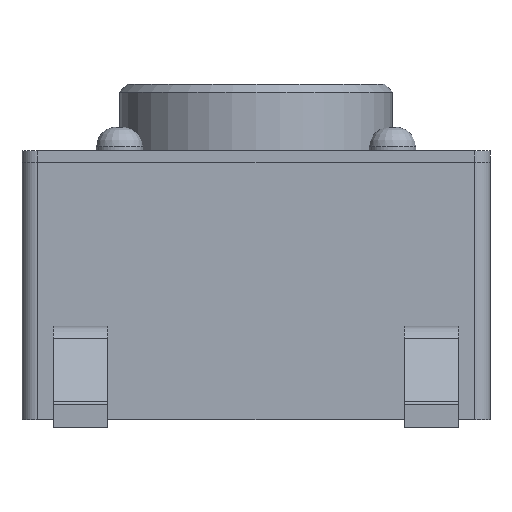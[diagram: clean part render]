
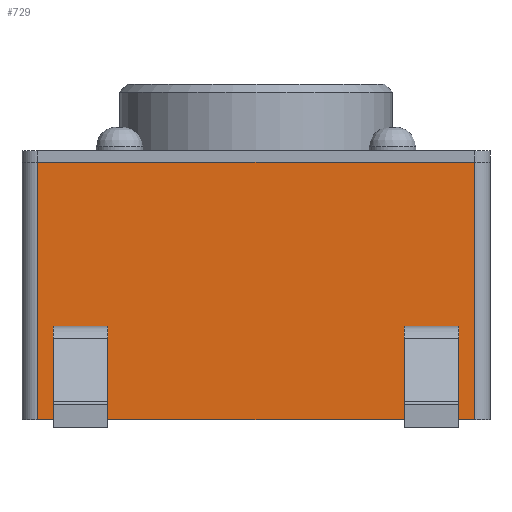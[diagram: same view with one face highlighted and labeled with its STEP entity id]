
A CAD part, left-side view. The second image highlights one B-rep face of the part: STEP entity #729.
In plain terms, the highlighted planar face has unit normal (-1, 0, 0).
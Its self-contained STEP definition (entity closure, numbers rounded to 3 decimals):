
#125 = VERTEX_POINT('',#126);
#126 = CARTESIAN_POINT('',(-3.,2.8,3.3));
#297 = VERTEX_POINT('',#298);
#298 = CARTESIAN_POINT('',(-3.,2.8,0.));
#305 = EDGE_CURVE('',#297,#125,#306,.T.);
#306 = LINE('',#307,#308);
#307 = CARTESIAN_POINT('',(-3.,2.8,0.));
#308 = VECTOR('',#309,1.);
#309 = DIRECTION('',(0.,0.,1.));
#346 = EDGE_CURVE('',#297,#347,#349,.T.);
#347 = VERTEX_POINT('',#348);
#348 = CARTESIAN_POINT('',(-3.,-2.8,0.));
#349 = LINE('',#350,#351);
#350 = CARTESIAN_POINT('',(-3.,3.,0.));
#351 = VECTOR('',#352,1.);
#352 = DIRECTION('',(0.,-1.,0.));
#493 = EDGE_CURVE('',#125,#494,#496,.T.);
#494 = VERTEX_POINT('',#495);
#495 = CARTESIAN_POINT('',(-3.,-2.8,3.3));
#496 = LINE('',#497,#498);
#497 = CARTESIAN_POINT('',(-3.,3.,3.3));
#498 = VECTOR('',#499,1.);
#499 = DIRECTION('',(0.,-1.,0.));
#729 = ADVANCED_FACE('',(#730,#741,#775),#809,.F.);
#730 = FACE_BOUND('',#731,.F.);
#731 = EDGE_LOOP('',(#732,#733,#734,#735));
#732 = ORIENTED_EDGE('',*,*,#346,.F.);
#733 = ORIENTED_EDGE('',*,*,#305,.T.);
#734 = ORIENTED_EDGE('',*,*,#493,.T.);
#735 = ORIENTED_EDGE('',*,*,#736,.F.);
#736 = EDGE_CURVE('',#347,#494,#737,.T.);
#737 = LINE('',#738,#739);
#738 = CARTESIAN_POINT('',(-3.,-2.8,0.));
#739 = VECTOR('',#740,1.);
#740 = DIRECTION('',(0.,0.,1.));
#741 = FACE_BOUND('',#742,.F.);
#742 = EDGE_LOOP('',(#743,#753,#761,#769));
#743 = ORIENTED_EDGE('',*,*,#744,.F.);
#744 = EDGE_CURVE('',#745,#747,#749,.T.);
#745 = VERTEX_POINT('',#746);
#746 = CARTESIAN_POINT('',(-3.,-1.9,0.9));
#747 = VERTEX_POINT('',#748);
#748 = CARTESIAN_POINT('',(-3.,-1.9,1.2));
#749 = LINE('',#750,#751);
#750 = CARTESIAN_POINT('',(-3.,-1.9,0.9));
#751 = VECTOR('',#752,1.);
#752 = DIRECTION('',(0.,0.,1.));
#753 = ORIENTED_EDGE('',*,*,#754,.T.);
#754 = EDGE_CURVE('',#745,#755,#757,.T.);
#755 = VERTEX_POINT('',#756);
#756 = CARTESIAN_POINT('',(-3.,-2.6,0.9));
#757 = LINE('',#758,#759);
#758 = CARTESIAN_POINT('',(-3.,-1.9,0.9));
#759 = VECTOR('',#760,1.);
#760 = DIRECTION('',(0.,-1.,0.));
#761 = ORIENTED_EDGE('',*,*,#762,.T.);
#762 = EDGE_CURVE('',#755,#763,#765,.T.);
#763 = VERTEX_POINT('',#764);
#764 = CARTESIAN_POINT('',(-3.,-2.6,1.2));
#765 = LINE('',#766,#767);
#766 = CARTESIAN_POINT('',(-3.,-2.6,0.9));
#767 = VECTOR('',#768,1.);
#768 = DIRECTION('',(0.,0.,1.));
#769 = ORIENTED_EDGE('',*,*,#770,.F.);
#770 = EDGE_CURVE('',#747,#763,#771,.T.);
#771 = LINE('',#772,#773);
#772 = CARTESIAN_POINT('',(-3.,-1.9,1.2));
#773 = VECTOR('',#774,1.);
#774 = DIRECTION('',(0.,-1.,0.));
#775 = FACE_BOUND('',#776,.F.);
#776 = EDGE_LOOP('',(#777,#787,#795,#803));
#777 = ORIENTED_EDGE('',*,*,#778,.F.);
#778 = EDGE_CURVE('',#779,#781,#783,.T.);
#779 = VERTEX_POINT('',#780);
#780 = CARTESIAN_POINT('',(-3.,2.6,0.9));
#781 = VERTEX_POINT('',#782);
#782 = CARTESIAN_POINT('',(-3.,2.6,1.2));
#783 = LINE('',#784,#785);
#784 = CARTESIAN_POINT('',(-3.,2.6,0.9));
#785 = VECTOR('',#786,1.);
#786 = DIRECTION('',(0.,0.,1.));
#787 = ORIENTED_EDGE('',*,*,#788,.T.);
#788 = EDGE_CURVE('',#779,#789,#791,.T.);
#789 = VERTEX_POINT('',#790);
#790 = CARTESIAN_POINT('',(-3.,1.9,0.9));
#791 = LINE('',#792,#793);
#792 = CARTESIAN_POINT('',(-3.,2.6,0.9));
#793 = VECTOR('',#794,1.);
#794 = DIRECTION('',(0.,-1.,0.));
#795 = ORIENTED_EDGE('',*,*,#796,.T.);
#796 = EDGE_CURVE('',#789,#797,#799,.T.);
#797 = VERTEX_POINT('',#798);
#798 = CARTESIAN_POINT('',(-3.,1.9,1.2));
#799 = LINE('',#800,#801);
#800 = CARTESIAN_POINT('',(-3.,1.9,0.9));
#801 = VECTOR('',#802,1.);
#802 = DIRECTION('',(0.,0.,1.));
#803 = ORIENTED_EDGE('',*,*,#804,.F.);
#804 = EDGE_CURVE('',#781,#797,#805,.T.);
#805 = LINE('',#806,#807);
#806 = CARTESIAN_POINT('',(-3.,2.6,1.2));
#807 = VECTOR('',#808,1.);
#808 = DIRECTION('',(0.,-1.,0.));
#809 = PLANE('',#810);
#810 = AXIS2_PLACEMENT_3D('',#811,#812,#813);
#811 = CARTESIAN_POINT('',(-3.,3.,0.));
#812 = DIRECTION('',(1.,0.,0.));
#813 = DIRECTION('',(0.,-1.,0.));
